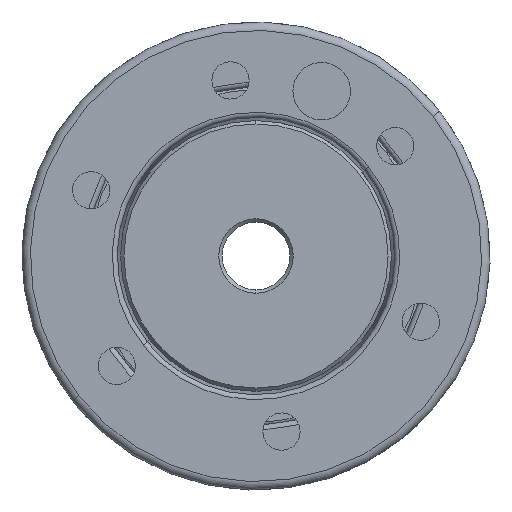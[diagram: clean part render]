
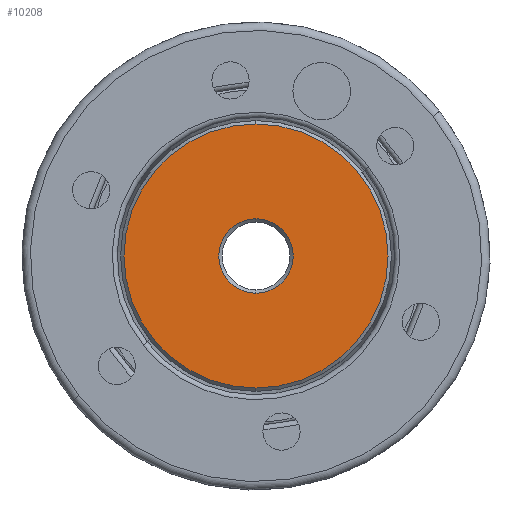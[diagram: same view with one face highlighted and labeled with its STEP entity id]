
A CAD part, front view. The second image highlights one B-rep face of the part: STEP entity #10208.
In plain terms, the highlighted planar face has unit normal (0, -1, 0).
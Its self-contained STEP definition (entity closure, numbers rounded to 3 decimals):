
#687 = CIRCLE ( 'NONE', #14037, 11. ) ;
#1015 = CARTESIAN_POINT ( 'NONE',  ( 0., 0., 0. ) ) ;
#1557 = AXIS2_PLACEMENT_3D ( 'NONE', #4322, #14755, #5822 ) ;
#1589 = CARTESIAN_POINT ( 'NONE',  ( 0., 0., -11. ) ) ;
#1878 = EDGE_CURVE ( 'NONE', #17052, #18238, #13668, .T. ) ;
#2412 = ORIENTED_EDGE ( 'NONE', *, *, #17131, .T. ) ;
#2528 = DIRECTION ( 'NONE',  ( 0., 0., -1. ) ) ;
#3504 = EDGE_CURVE ( 'NONE', #14975, #7916, #687, .T. ) ;
#4151 = DIRECTION ( 'NONE',  ( 0., -1., 0. ) ) ;
#4322 = CARTESIAN_POINT ( 'NONE',  ( 0., 0., 0. ) ) ;
#4699 = ORIENTED_EDGE ( 'NONE', *, *, #8573, .T. ) ;
#4879 = CARTESIAN_POINT ( 'NONE',  ( 0., 0., 0. ) ) ;
#5146 = ORIENTED_EDGE ( 'NONE', *, *, #1878, .T. ) ;
#5822 = DIRECTION ( 'NONE',  ( 0., 0., -1. ) ) ;
#6034 = CARTESIAN_POINT ( 'NONE',  ( 0., 0., 11. ) ) ;
#6402 = DIRECTION ( 'NONE',  ( 0., 0., -1. ) ) ;
#6524 = EDGE_LOOP ( 'NONE', ( #13853, #2412 ) ) ;
#6849 = CIRCLE ( 'NONE', #12024, 11. ) ;
#7128 = CARTESIAN_POINT ( 'NONE',  ( 0., 0., 0. ) ) ;
#7132 = PLANE ( 'NONE',  #16461 ) ;
#7916 = VERTEX_POINT ( 'NONE', #6034 ) ;
#8252 = FACE_OUTER_BOUND ( 'NONE', #11425, .T. ) ;
#8573 = EDGE_CURVE ( 'NONE', #18238, #17052, #14743, .T. ) ;
#8593 = DIRECTION ( 'NONE',  ( 0., 0., -1. ) ) ;
#10208 = ADVANCED_FACE ( 'NONE', ( #8252, #12694 ), #7132, .T. ) ;
#11425 = EDGE_LOOP ( 'NONE', ( #5146, #4699 ) ) ;
#11507 = DIRECTION ( 'NONE',  ( 0., 1., 0. ) ) ;
#12024 = AXIS2_PLACEMENT_3D ( 'NONE', #1015, #11507, #2528 ) ;
#12694 = FACE_BOUND ( 'NONE', #6524, .T. ) ;
#12754 = AXIS2_PLACEMENT_3D ( 'NONE', #7128, #17529, #8593 ) ;
#12803 = CARTESIAN_POINT ( 'NONE',  ( 0., 0., 39. ) ) ;
#13121 = CARTESIAN_POINT ( 'NONE',  ( -10., 0., 0. ) ) ;
#13668 = CIRCLE ( 'NONE', #12754, 39. ) ;
#13853 = ORIENTED_EDGE ( 'NONE', *, *, #3504, .T. ) ;
#14037 = AXIS2_PLACEMENT_3D ( 'NONE', #4879, #15298, #6402 ) ;
#14611 = DIRECTION ( 'NONE',  ( 0., 0., -1. ) ) ;
#14743 = CIRCLE ( 'NONE', #1557, 39. ) ;
#14755 = DIRECTION ( 'NONE',  ( 0., -1., 0. ) ) ;
#14975 = VERTEX_POINT ( 'NONE', #1589 ) ;
#15164 = CARTESIAN_POINT ( 'NONE',  ( 0., 0., -39. ) ) ;
#15298 = DIRECTION ( 'NONE',  ( 0., 1., 0. ) ) ;
#16461 = AXIS2_PLACEMENT_3D ( 'NONE', #13121, #4151, #14611 ) ;
#17052 = VERTEX_POINT ( 'NONE', #12803 ) ;
#17131 = EDGE_CURVE ( 'NONE', #7916, #14975, #6849, .T. ) ;
#17529 = DIRECTION ( 'NONE',  ( 0., -1., 0. ) ) ;
#18238 = VERTEX_POINT ( 'NONE', #15164 ) ;
